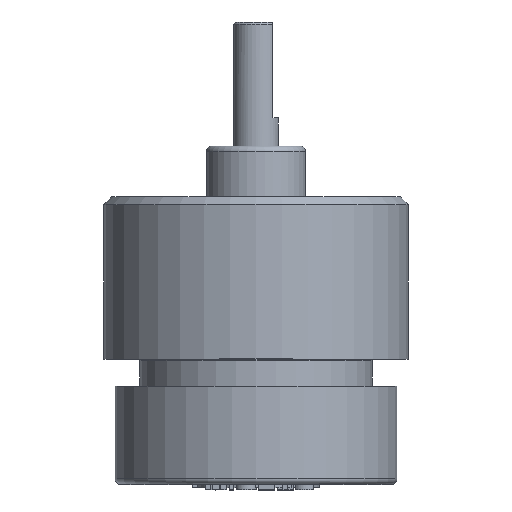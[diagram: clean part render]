
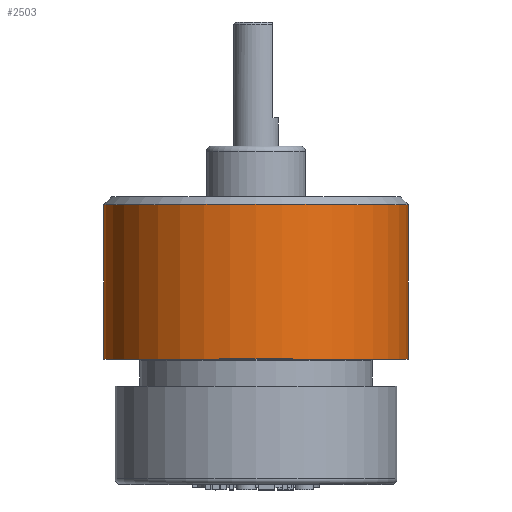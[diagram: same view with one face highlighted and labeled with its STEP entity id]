
A CAD part, top view. The second image highlights one B-rep face of the part: STEP entity #2503.
In plain terms, the highlighted cylindrical face has radius 13.5 mm (diameter 27 mm), a full revolution.
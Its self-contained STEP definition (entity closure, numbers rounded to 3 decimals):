
#340=CYLINDRICAL_SURFACE('',#10272,13.5);
#2503=ADVANCED_FACE('',(#3143,#3144),#340,.T.);
#3143=FACE_BOUND('',#3820,.T.);
#3144=FACE_BOUND('',#3821,.T.);
#3820=EDGE_LOOP('',(#6002));
#3821=EDGE_LOOP('',(#6003));
#6002=ORIENTED_EDGE('',*,*,#8547,.T.);
#6003=ORIENTED_EDGE('',*,*,#8548,.F.);
#7349=VERTEX_POINT('',#15898);
#7350=VERTEX_POINT('',#15900);
#8547=EDGE_CURVE('',#7349,#7349,#9295,.T.);
#8548=EDGE_CURVE('',#7350,#7350,#9296,.T.);
#9295=CIRCLE('',#10270,13.5);
#9296=CIRCLE('',#10271,13.5);
#10270=AXIS2_PLACEMENT_3D('',#15897,#12762,#12763);
#10271=AXIS2_PLACEMENT_3D('',#15899,#12764,#12765);
#10272=AXIS2_PLACEMENT_3D('',#15901,#12766,#12767);
#12762=DIRECTION('',(0.,-1.,0.));
#12763=DIRECTION('',(0.,0.,-1.));
#12764=DIRECTION('',(0.,-1.,0.));
#12765=DIRECTION('',(0.,0.,1.));
#12766=DIRECTION('',(0.,1.,0.));
#12767=DIRECTION('',(0.,0.,-1.));
#15897=CARTESIAN_POINT('',(-23.79,34.421,47.685));
#15898=CARTESIAN_POINT('',(-23.79,34.421,34.185));
#15899=CARTESIAN_POINT('',(-23.79,20.721,47.685));
#15900=CARTESIAN_POINT('',(-23.79,20.721,61.185));
#15901=CARTESIAN_POINT('',(-23.79,33.121,47.685));
